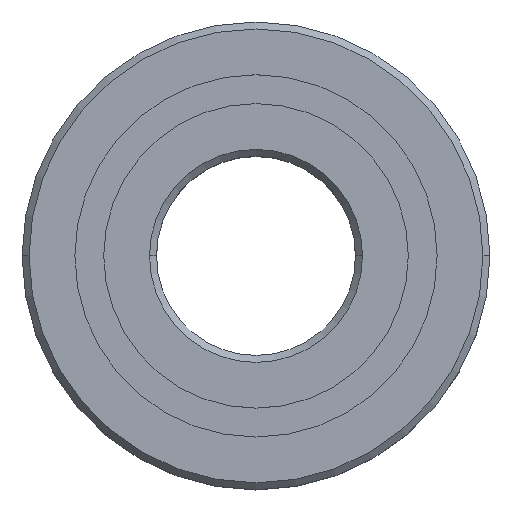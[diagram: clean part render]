
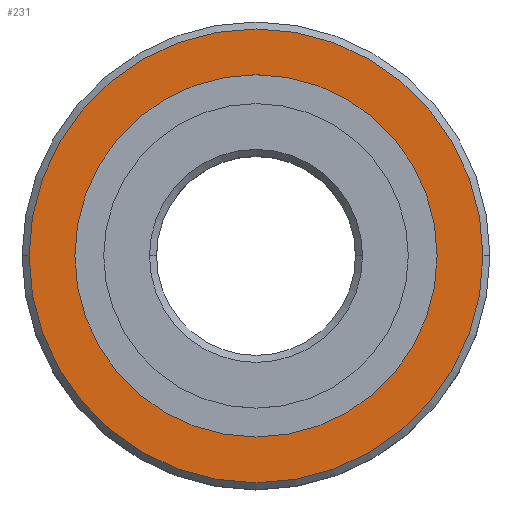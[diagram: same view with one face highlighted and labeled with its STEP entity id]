
A CAD part, top view. The second image highlights one B-rep face of the part: STEP entity #231.
In plain terms, the highlighted planar face has unit normal (0, 0, 1).
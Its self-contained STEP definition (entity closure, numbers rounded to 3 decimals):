
#6 = DIRECTION ( 'NONE',  ( 1., 0., 0. ) ) ;
#51 = ORIENTED_EDGE ( 'NONE', *, *, #644, .T. ) ;
#66 = DIRECTION ( 'NONE',  ( -1., 0., 0. ) ) ;
#72 = ORIENTED_EDGE ( 'NONE', *, *, #411, .F. ) ;
#113 = AXIS2_PLACEMENT_3D ( 'NONE', #1424, #651, #1551 ) ;
#146 = CARTESIAN_POINT ( 'NONE',  ( 0., 0., 7. ) ) ;
#174 = CARTESIAN_POINT ( 'NONE',  ( 0., 22.8, 7. ) ) ;
#185 = AXIS2_PLACEMENT_3D ( 'NONE', #1531, #765, #6 ) ;
#231 = ADVANCED_FACE ( 'NONE', ( #1305, #575 ), #367, .F. ) ;
#275 = AXIS2_PLACEMENT_3D ( 'NONE', #174, #824, #66 ) ;
#286 = ORIENTED_EDGE ( 'NONE', *, *, #743, .T. ) ;
#293 = DIRECTION ( 'NONE',  ( 1., 0., 0. ) ) ;
#349 = EDGE_CURVE ( 'NONE', #500, #1524, #805, .T. ) ;
#367 = PLANE ( 'NONE',  #275 ) ;
#385 = CIRCLE ( 'NONE', #113, 18.201 ) ;
#387 = CARTESIAN_POINT ( 'NONE',  ( 18.201, 0., 7. ) ) ;
#411 = EDGE_CURVE ( 'NONE', #1524, #500, #385, .T. ) ;
#435 = DIRECTION ( 'NONE',  ( 0., 0., 1. ) ) ;
#500 = VERTEX_POINT ( 'NONE', #387 ) ;
#554 = EDGE_LOOP ( 'NONE', ( #600, #72 ) ) ;
#567 = EDGE_LOOP ( 'NONE', ( #286, #51 ) ) ;
#575 = FACE_OUTER_BOUND ( 'NONE', #567, .T. ) ;
#600 = ORIENTED_EDGE ( 'NONE', *, *, #349, .F. ) ;
#631 = CARTESIAN_POINT ( 'NONE',  ( 22.8, 0., 7. ) ) ;
#644 = EDGE_CURVE ( 'NONE', #1125, #1165, #1625, .T. ) ;
#651 = DIRECTION ( 'NONE',  ( 0., 0., 1. ) ) ;
#743 = EDGE_CURVE ( 'NONE', #1165, #1125, #1475, .T. ) ;
#765 = DIRECTION ( 'NONE',  ( 0., 0., 1. ) ) ;
#805 = CIRCLE ( 'NONE', #185, 18.201 ) ;
#824 = DIRECTION ( 'NONE',  ( 0., 0., -1. ) ) ;
#1060 = DIRECTION ( 'NONE',  ( 0., 0., 1. ) ) ;
#1062 = CARTESIAN_POINT ( 'NONE',  ( -22.8, 0., 7. ) ) ;
#1080 = CARTESIAN_POINT ( 'NONE',  ( -18.201, 0., 7. ) ) ;
#1125 = VERTEX_POINT ( 'NONE', #631 ) ;
#1165 = VERTEX_POINT ( 'NONE', #1062 ) ;
#1210 = CARTESIAN_POINT ( 'NONE',  ( 0., 0., 7. ) ) ;
#1305 = FACE_BOUND ( 'NONE', #554, .T. ) ;
#1314 = DIRECTION ( 'NONE',  ( 1., 0., 0. ) ) ;
#1396 = AXIS2_PLACEMENT_3D ( 'NONE', #146, #1060, #293 ) ;
#1424 = CARTESIAN_POINT ( 'NONE',  ( 0., 0., 7. ) ) ;
#1475 = CIRCLE ( 'NONE', #1396, 22.8 ) ;
#1524 = VERTEX_POINT ( 'NONE', #1080 ) ;
#1531 = CARTESIAN_POINT ( 'NONE',  ( 0., 0., 7. ) ) ;
#1537 = AXIS2_PLACEMENT_3D ( 'NONE', #1210, #435, #1314 ) ;
#1551 = DIRECTION ( 'NONE',  ( 1., 0., 0. ) ) ;
#1625 = CIRCLE ( 'NONE', #1537, 22.8 ) ;
